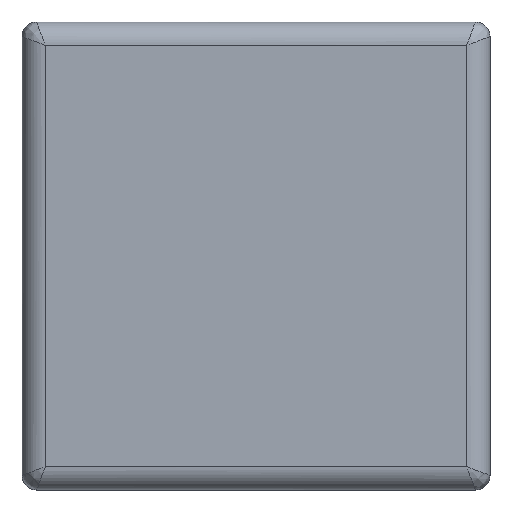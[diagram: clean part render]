
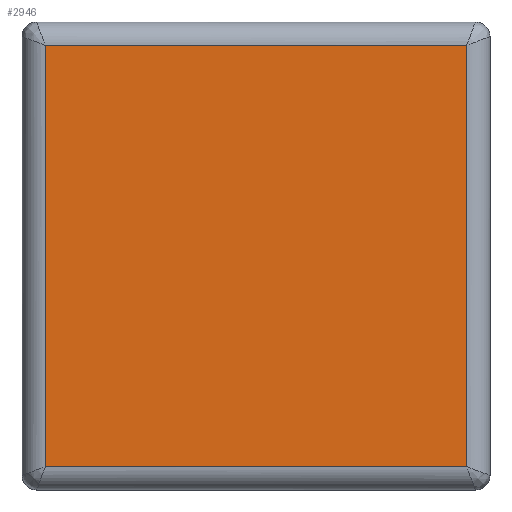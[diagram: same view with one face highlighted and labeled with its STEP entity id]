
A CAD part, left-side view. The second image highlights one B-rep face of the part: STEP entity #2946.
In plain terms, the highlighted planar face has unit normal (-1, 0, 0).
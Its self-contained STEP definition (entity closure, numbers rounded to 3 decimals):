
#65 = CARTESIAN_POINT ( 'NONE',  ( -1., -0.8, 1.6 ) ) ;
#121 = EDGE_LOOP ( 'NONE', ( #983, #1851, #2082, #554 ) ) ;
#252 = VERTEX_POINT ( 'NONE', #1391 ) ;
#343 = DIRECTION ( 'NONE',  ( 0., 0., -1. ) ) ;
#381 = CARTESIAN_POINT ( 'NONE',  ( -1., 0.72, 1.6 ) ) ;
#505 = DIRECTION ( 'NONE',  ( 0., 0., -1. ) ) ;
#554 = ORIENTED_EDGE ( 'NONE', *, *, #770, .T. ) ;
#565 = DIRECTION ( 'NONE',  ( 0., -1., 0. ) ) ;
#584 = PLANE ( 'NONE',  #1456 ) ;
#770 = EDGE_CURVE ( 'NONE', #252, #3219, #1995, .T. ) ;
#839 = VERTEX_POINT ( 'NONE', #1827 ) ;
#907 = VECTOR ( 'NONE', #565, 1000. ) ;
#983 = ORIENTED_EDGE ( 'NONE', *, *, #1356, .T. ) ;
#1109 = CARTESIAN_POINT ( 'NONE',  ( -1., 0.72, 0.08 ) ) ;
#1346 = VERTEX_POINT ( 'NONE', #1109 ) ;
#1356 = EDGE_CURVE ( 'NONE', #3219, #1346, #3335, .T. ) ;
#1391 = CARTESIAN_POINT ( 'NONE',  ( -1., -0.72, 1.52 ) ) ;
#1430 = CARTESIAN_POINT ( 'NONE',  ( -1., 0., 0.08 ) ) ;
#1447 = FACE_OUTER_BOUND ( 'NONE', #121, .T. ) ;
#1456 = AXIS2_PLACEMENT_3D ( 'NONE', #65, #2993, #505 ) ;
#1546 = EDGE_CURVE ( 'NONE', #1346, #839, #2495, .T. ) ;
#1655 = CARTESIAN_POINT ( 'NONE',  ( -1., -0.72, 1.6 ) ) ;
#1827 = CARTESIAN_POINT ( 'NONE',  ( -1., -0.72, 0.08 ) ) ;
#1851 = ORIENTED_EDGE ( 'NONE', *, *, #1546, .T. ) ;
#1995 = LINE ( 'NONE', #2820, #3087 ) ;
#2082 = ORIENTED_EDGE ( 'NONE', *, *, #3074, .T. ) ;
#2217 = VECTOR ( 'NONE', #2758, 1000. ) ;
#2358 = VECTOR ( 'NONE', #343, 1000. ) ;
#2495 = LINE ( 'NONE', #1430, #907 ) ;
#2741 = LINE ( 'NONE', #1655, #2217 ) ;
#2758 = DIRECTION ( 'NONE',  ( 0., 0., 1. ) ) ;
#2820 = CARTESIAN_POINT ( 'NONE',  ( -1., -0.8, 1.52 ) ) ;
#2946 = ADVANCED_FACE ( 'NONE', ( #1447 ), #584, .F. ) ;
#2993 = DIRECTION ( 'NONE',  ( 1., 0., 0. ) ) ;
#3074 = EDGE_CURVE ( 'NONE', #839, #252, #2741, .T. ) ;
#3087 = VECTOR ( 'NONE', #3111, 1000. ) ;
#3111 = DIRECTION ( 'NONE',  ( 0., 1., 0. ) ) ;
#3186 = CARTESIAN_POINT ( 'NONE',  ( -1., 0.72, 1.52 ) ) ;
#3219 = VERTEX_POINT ( 'NONE', #3186 ) ;
#3335 = LINE ( 'NONE', #381, #2358 ) ;
